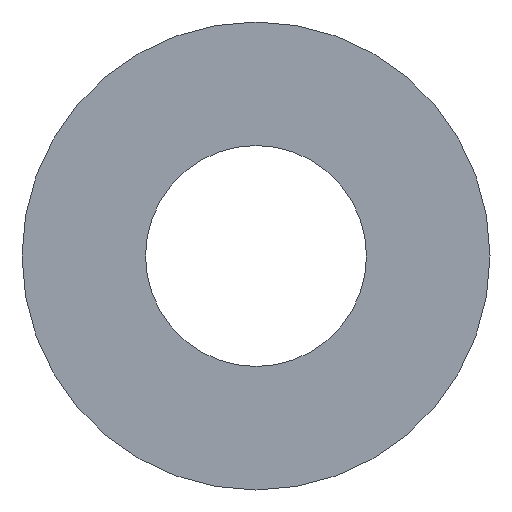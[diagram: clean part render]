
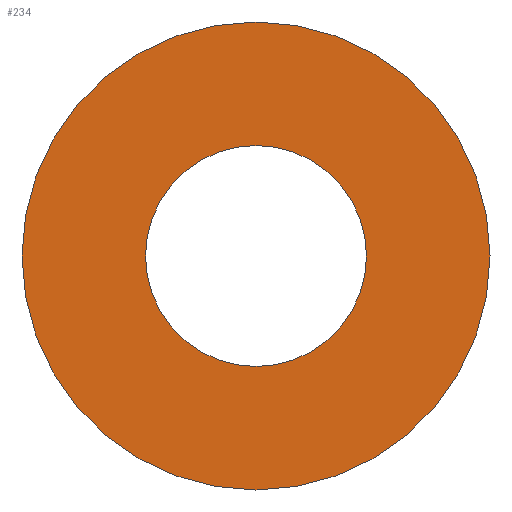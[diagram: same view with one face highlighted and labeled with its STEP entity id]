
A CAD part, left-side view. The second image highlights one B-rep face of the part: STEP entity #234.
In plain terms, the highlighted planar face has unit normal (-1, 0, 0).
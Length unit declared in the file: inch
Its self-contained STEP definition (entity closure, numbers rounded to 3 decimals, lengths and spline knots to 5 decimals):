
#5 = EDGE_CURVE ( 'NONE', #238, #68, #154, .T. ) ;
#9 = PLANE ( 'NONE',  #221 ) ;
#15 = DIRECTION ( 'NONE',  ( 0., 0., -1. ) ) ;
#19 = AXIS2_PLACEMENT_3D ( 'NONE', #186, #165, #31 ) ;
#22 = ORIENTED_EDGE ( 'NONE', *, *, #251, .T. ) ;
#29 = CARTESIAN_POINT ( 'NONE',  ( 0., 0., 0. ) ) ;
#30 = FACE_OUTER_BOUND ( 'NONE', #199, .T. ) ;
#31 = DIRECTION ( 'NONE',  ( 0., 0., -1. ) ) ;
#34 = AXIS2_PLACEMENT_3D ( 'NONE', #65, #216, #15 ) ;
#41 = AXIS2_PLACEMENT_3D ( 'NONE', #142, #241, #72 ) ;
#49 = DIRECTION ( 'NONE',  ( 1., 0., 0. ) ) ;
#50 = CARTESIAN_POINT ( 'NONE',  ( 0., 0., -0.2655 ) ) ;
#57 = VERTEX_POINT ( 'NONE', #180 ) ;
#59 = CIRCLE ( 'NONE', #103, 0.5625 ) ;
#65 = CARTESIAN_POINT ( 'NONE',  ( 0., 0., 0. ) ) ;
#66 = ORIENTED_EDGE ( 'NONE', *, *, #175, .F. ) ;
#67 = ORIENTED_EDGE ( 'NONE', *, *, #5, .F. ) ;
#68 = VERTEX_POINT ( 'NONE', #126 ) ;
#71 = EDGE_LOOP ( 'NONE', ( #96, #22 ) ) ;
#72 = DIRECTION ( 'NONE',  ( 0., 0., -1. ) ) ;
#75 = CARTESIAN_POINT ( 'NONE',  ( 0., 0., -0.5625 ) ) ;
#79 = VERTEX_POINT ( 'NONE', #50 ) ;
#96 = ORIENTED_EDGE ( 'NONE', *, *, #205, .T. ) ;
#103 = AXIS2_PLACEMENT_3D ( 'NONE', #223, #217, #127 ) ;
#126 = CARTESIAN_POINT ( 'NONE',  ( 0., 0., 0.5625 ) ) ;
#127 = DIRECTION ( 'NONE',  ( 0., 0., -1. ) ) ;
#142 = CARTESIAN_POINT ( 'NONE',  ( 0., 0., 0. ) ) ;
#154 = CIRCLE ( 'NONE', #41, 0.5625 ) ;
#165 = DIRECTION ( 'NONE',  ( 1., 0., 0. ) ) ;
#168 = CIRCLE ( 'NONE', #34, 0.2655 ) ;
#175 = EDGE_CURVE ( 'NONE', #68, #238, #59, .T. ) ;
#178 = FACE_BOUND ( 'NONE', #71, .T. ) ;
#180 = CARTESIAN_POINT ( 'NONE',  ( 0., 0., 0.2655 ) ) ;
#186 = CARTESIAN_POINT ( 'NONE',  ( 0., 0., 0. ) ) ;
#187 = DIRECTION ( 'NONE',  ( 0., 0., -1. ) ) ;
#199 = EDGE_LOOP ( 'NONE', ( #66, #67 ) ) ;
#205 = EDGE_CURVE ( 'NONE', #57, #79, #219, .T. ) ;
#216 = DIRECTION ( 'NONE',  ( 1., 0., 0. ) ) ;
#217 = DIRECTION ( 'NONE',  ( 1., 0., 0. ) ) ;
#219 = CIRCLE ( 'NONE', #19, 0.2655 ) ;
#221 = AXIS2_PLACEMENT_3D ( 'NONE', #29, #49, #187 ) ;
#223 = CARTESIAN_POINT ( 'NONE',  ( 0., 0., 0. ) ) ;
#234 = ADVANCED_FACE ( 'NONE', ( #30, #178 ), #9, .F. ) ;
#238 = VERTEX_POINT ( 'NONE', #75 ) ;
#241 = DIRECTION ( 'NONE',  ( 1., 0., 0. ) ) ;
#251 = EDGE_CURVE ( 'NONE', #79, #57, #168, .T. ) ;
